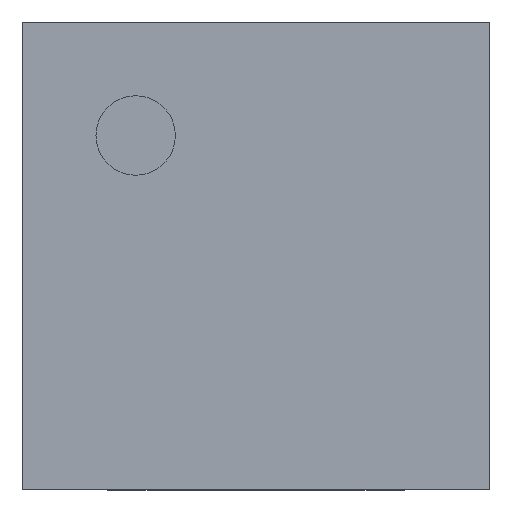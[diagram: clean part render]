
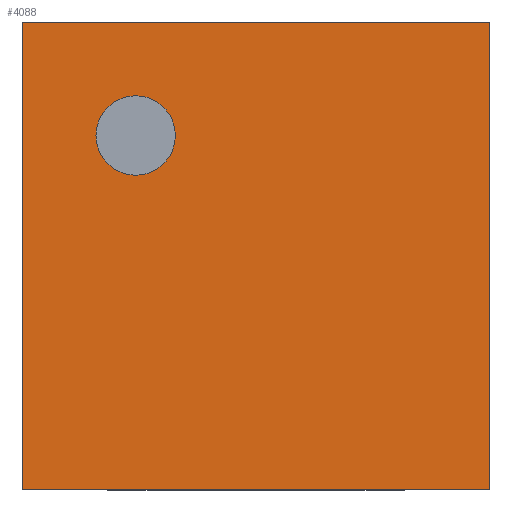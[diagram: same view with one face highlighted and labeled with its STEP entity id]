
A CAD part, top view. The second image highlights one B-rep face of the part: STEP entity #4088.
In plain terms, the highlighted free-form (B-spline) face has degree [1, 1] with [2, 2] control points.
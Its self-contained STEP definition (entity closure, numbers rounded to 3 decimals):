
#2199=CARTESIAN_POINT('',(-0.355,0.53,0.61));
#2200=VERTEX_POINT('',#2199);
#2216=CARTESIAN_POINT('',(-0.705,0.53,0.61));
#2217=VERTEX_POINT('',#2216);
#2224=CARTESIAN_POINT('',(-0.53,0.53,0.61));
#2225=DIRECTION('',(0.0,0.0,-1.0));
#2226=DIRECTION('',(1.0,0.0,0.0));
#2227=AXIS2_PLACEMENT_3D('',#2224,#2225,#2226);
#2228=CIRCLE('',#2227,0.175);
#2229=EDGE_CURVE('',#2200,#2217,#2228,.T.);
#4017=CARTESIAN_POINT('',(-0.53,0.53,0.61));
#4018=DIRECTION('',(0.0,0.0,-1.0));
#4019=DIRECTION('',(1.0,0.0,0.0));
#4020=AXIS2_PLACEMENT_3D('',#4017,#4018,#4019);
#4021=CIRCLE('',#4020,0.175);
#4022=EDGE_CURVE('',#2217,#2200,#4021,.T.);
#4045=CARTESIAN_POINT('',(-1.03,-1.03,0.61));
#4046=CARTESIAN_POINT('',(1.03,-1.03,0.61));
#4047=CARTESIAN_POINT('',(-1.03,1.03,0.61));
#4048=CARTESIAN_POINT('',(1.03,1.03,0.61));
#4049=B_SPLINE_SURFACE_WITH_KNOTS('',1,1,((#4045,#4047),(#4046,#4048)),.UNSPECIFIED.,.F.,.F.,.U.,(2,2),(2,2),(0.0,2.06),(0.0,2.06),.UNSPECIFIED.);
#4050=CARTESIAN_POINT('',(1.03,1.03,0.61));
#4051=VERTEX_POINT('',#4050);
#4052=CARTESIAN_POINT('',(1.03,-1.03,0.61));
#4053=VERTEX_POINT('',#4052);
#4054=CARTESIAN_POINT('',(1.03,1.03,0.61));
#4055=DIRECTION('',(0.0,-1.0,0.0));
#4056=VECTOR('',#4055,2.06);
#4057=LINE('',#4054,#4056);
#4058=EDGE_CURVE('',#4051,#4053,#4057,.T.);
#4059=ORIENTED_EDGE('',*,*,#4058,.F.);
#4060=CARTESIAN_POINT('',(-1.03,1.03,0.61));
#4061=VERTEX_POINT('',#4060);
#4062=CARTESIAN_POINT('',(-1.03,1.03,0.61));
#4063=DIRECTION('',(1.0,0.0,0.0));
#4064=VECTOR('',#4063,2.06);
#4065=LINE('',#4062,#4064);
#4066=EDGE_CURVE('',#4061,#4051,#4065,.T.);
#4067=ORIENTED_EDGE('',*,*,#4066,.F.);
#4068=CARTESIAN_POINT('',(-1.03,-1.03,0.61));
#4069=VERTEX_POINT('',#4068);
#4070=CARTESIAN_POINT('',(-1.03,-1.03,0.61));
#4071=DIRECTION('',(0.0,1.0,0.0));
#4072=VECTOR('',#4071,2.06);
#4073=LINE('',#4070,#4072);
#4074=EDGE_CURVE('',#4069,#4061,#4073,.T.);
#4075=ORIENTED_EDGE('',*,*,#4074,.F.);
#4076=CARTESIAN_POINT('',(1.03,-1.03,0.61));
#4077=DIRECTION('',(-1.0,0.0,0.0));
#4078=VECTOR('',#4077,2.06);
#4079=LINE('',#4076,#4078);
#4080=EDGE_CURVE('',#4053,#4069,#4079,.T.);
#4081=ORIENTED_EDGE('',*,*,#4080,.F.);
#4082=EDGE_LOOP('',(#4059,#4067,#4075,#4081));
#4083=FACE_OUTER_BOUND('',#4082,.T.);
#4084=ORIENTED_EDGE('',*,*,#2229,.T.);
#4085=ORIENTED_EDGE('',*,*,#4022,.T.);
#4086=EDGE_LOOP('',(#4084,#4085));
#4087=FACE_BOUND('',#4086,.T.);
#4088=ADVANCED_FACE('',(#4083,#4087),#4049,.T.);
